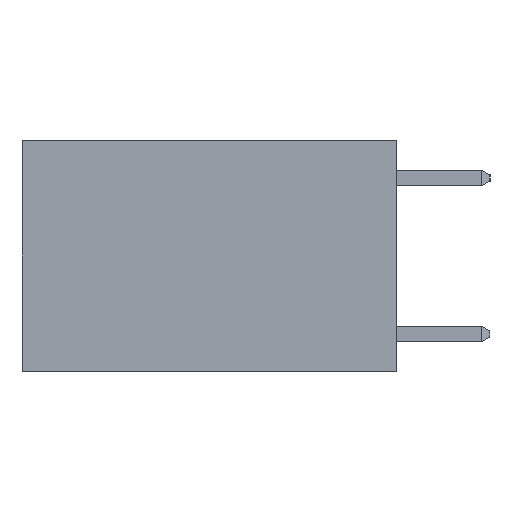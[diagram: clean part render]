
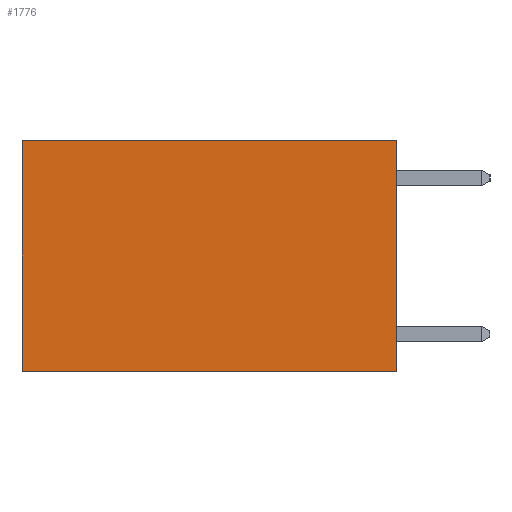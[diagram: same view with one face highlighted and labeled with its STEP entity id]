
A CAD part, left-side view. The second image highlights one B-rep face of the part: STEP entity #1776.
In plain terms, the highlighted planar face has unit normal (-1, 0, 0).
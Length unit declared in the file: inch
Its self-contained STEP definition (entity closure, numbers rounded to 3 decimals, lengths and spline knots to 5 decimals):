
#119 = DIRECTION ( 'NONE',  ( 1., 0., 0. ) ) ;
#673 = CARTESIAN_POINT ( 'NONE',  ( 0.2625, 0., -0.37 ) ) ;
#1065 = VECTOR ( 'NONE', #1279, 39.37008 ) ;
#1279 = DIRECTION ( 'NONE',  ( 0., 1., 0. ) ) ;
#1776 = ADVANCED_FACE ( 'NONE', ( #5683 ), #3407, .F. ) ;
#2202 = VECTOR ( 'NONE', #5012, 39.37008 ) ;
#2551 = EDGE_CURVE ( 'NONE', #7021, #2833, #3768, .T. ) ;
#2658 = CARTESIAN_POINT ( 'NONE',  ( 0.2625, 0., 0. ) ) ;
#2833 = VERTEX_POINT ( 'NONE', #4395 ) ;
#3407 = PLANE ( 'NONE',  #7332 ) ;
#3556 = VERTEX_POINT ( 'NONE', #5747 ) ;
#3768 = LINE ( 'NONE', #2658, #6947 ) ;
#4029 = LINE ( 'NONE', #7327, #2202 ) ;
#4395 = CARTESIAN_POINT ( 'NONE',  ( 0.2625, 0.6, 0. ) ) ;
#4544 = CARTESIAN_POINT ( 'NONE',  ( 0.2625, 0., -0.37 ) ) ;
#4688 = DIRECTION ( 'NONE',  ( 0., 0., -1. ) ) ;
#5012 = DIRECTION ( 'NONE',  ( 0., 0., -1. ) ) ;
#5014 = VERTEX_POINT ( 'NONE', #4544 ) ;
#5271 = ORIENTED_EDGE ( 'NONE', *, *, #5698, .T. ) ;
#5348 = LINE ( 'NONE', #6371, #6716 ) ;
#5683 = FACE_OUTER_BOUND ( 'NONE', #6634, .T. ) ;
#5698 = EDGE_CURVE ( 'NONE', #2833, #3556, #4029, .T. ) ;
#5747 = CARTESIAN_POINT ( 'NONE',  ( 0.2625, 0.6, -0.37 ) ) ;
#6028 = EDGE_CURVE ( 'NONE', #7021, #5014, #5348, .T. ) ;
#6074 = ORIENTED_EDGE ( 'NONE', *, *, #7755, .F. ) ;
#6155 = LINE ( 'NONE', #673, #1065 ) ;
#6371 = CARTESIAN_POINT ( 'NONE',  ( 0.2625, 0., 0. ) ) ;
#6634 = EDGE_LOOP ( 'NONE', ( #5271, #6074, #7953, #7526 ) ) ;
#6716 = VECTOR ( 'NONE', #6976, 39.37008 ) ;
#6947 = VECTOR ( 'NONE', #6982, 39.37008 ) ;
#6976 = DIRECTION ( 'NONE',  ( 0., 0., -1. ) ) ;
#6982 = DIRECTION ( 'NONE',  ( 0., 1., 0. ) ) ;
#7021 = VERTEX_POINT ( 'NONE', #7066 ) ;
#7066 = CARTESIAN_POINT ( 'NONE',  ( 0.2625, 0., 0. ) ) ;
#7327 = CARTESIAN_POINT ( 'NONE',  ( 0.2625, 0.6, 0. ) ) ;
#7332 = AXIS2_PLACEMENT_3D ( 'NONE', #7580, #119, #4688 ) ;
#7526 = ORIENTED_EDGE ( 'NONE', *, *, #2551, .T. ) ;
#7580 = CARTESIAN_POINT ( 'NONE',  ( 0.2625, 0., 0. ) ) ;
#7755 = EDGE_CURVE ( 'NONE', #5014, #3556, #6155, .T. ) ;
#7953 = ORIENTED_EDGE ( 'NONE', *, *, #6028, .F. ) ;
